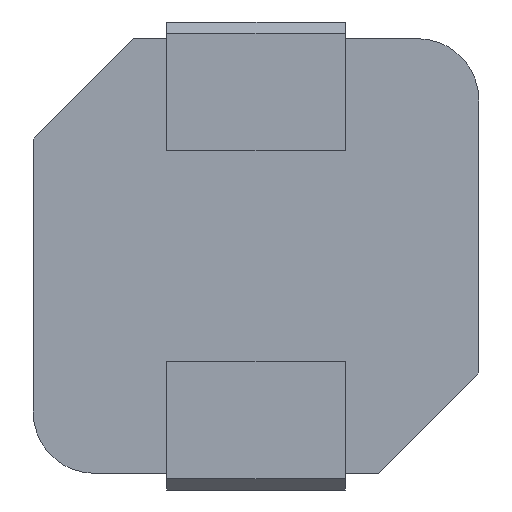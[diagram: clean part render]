
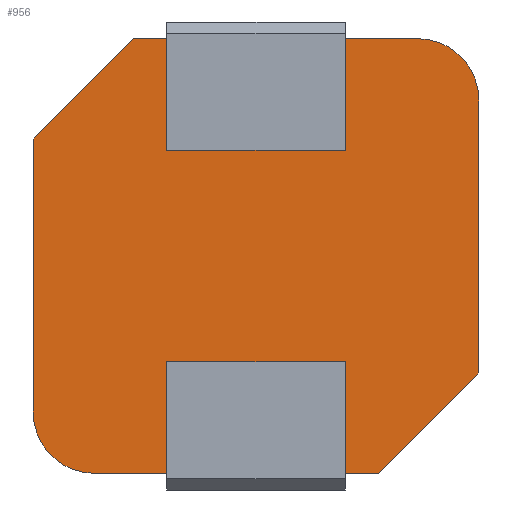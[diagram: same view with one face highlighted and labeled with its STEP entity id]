
A CAD part, front view. The second image highlights one B-rep face of the part: STEP entity #956.
In plain terms, the highlighted planar face has unit normal (0, -1, 0).
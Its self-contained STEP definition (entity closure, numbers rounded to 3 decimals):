
#24 = LINE ( 'NONE', #1009, #1571 ) ;
#27 = CARTESIAN_POINT ( 'NONE',  ( -0.8, 0., -0.95 ) ) ;
#28 = VECTOR ( 'NONE', #1421, 1000. ) ;
#35 = ORIENTED_EDGE ( 'NONE', *, *, #259, .T. ) ;
#51 = DIRECTION ( 'NONE',  ( 1., 0., 0. ) ) ;
#101 = VECTOR ( 'NONE', #290, 1000. ) ;
#121 = VERTEX_POINT ( 'NONE', #1128 ) ;
#129 = DIRECTION ( 'NONE',  ( 0.707, 0., 0.707 ) ) ;
#160 = CARTESIAN_POINT ( 'NONE',  ( -2., 0., 1.05 ) ) ;
#189 = ORIENTED_EDGE ( 'NONE', *, *, #1141, .F. ) ;
#194 = EDGE_CURVE ( 'NONE', #1567, #1173, #1616, .T. ) ;
#209 = ORIENTED_EDGE ( 'NONE', *, *, #1457, .F. ) ;
#227 = ORIENTED_EDGE ( 'NONE', *, *, #620, .T. ) ;
#259 = EDGE_CURVE ( 'NONE', #736, #1021, #884, .T. ) ;
#272 = DIRECTION ( 'NONE',  ( -1., 0., 0. ) ) ;
#290 = DIRECTION ( 'NONE',  ( 1., 0., 0. ) ) ;
#299 = DIRECTION ( 'NONE',  ( 0., -1., 0. ) ) ;
#310 = LINE ( 'NONE', #1126, #520 ) ;
#327 = DIRECTION ( 'NONE',  ( 0., 0., -1. ) ) ;
#338 = EDGE_CURVE ( 'NONE', #591, #784, #836, .T. ) ;
#345 = LINE ( 'NONE', #1161, #871 ) ;
#351 = VERTEX_POINT ( 'NONE', #1445 ) ;
#384 = AXIS2_PLACEMENT_3D ( 'NONE', #1465, #1182, #638 ) ;
#397 = VECTOR ( 'NONE', #910, 1000. ) ;
#408 = ORIENTED_EDGE ( 'NONE', *, *, #654, .F. ) ;
#413 = CARTESIAN_POINT ( 'NONE',  ( -0.8, 0., -0.95 ) ) ;
#418 = CARTESIAN_POINT ( 'NONE',  ( 1.45, 0., 1.4 ) ) ;
#425 = VECTOR ( 'NONE', #1036, 1000. ) ;
#436 = EDGE_CURVE ( 'NONE', #351, #784, #710, .T. ) ;
#475 = CARTESIAN_POINT ( 'NONE',  ( -2., 0., 1.95 ) ) ;
#482 = CARTESIAN_POINT ( 'NONE',  ( -0.8, 0., 0.95 ) ) ;
#491 = LINE ( 'NONE', #413, #1053 ) ;
#503 = ORIENTED_EDGE ( 'NONE', *, *, #966, .F. ) ;
#520 = VECTOR ( 'NONE', #129, 1000. ) ;
#531 = ORIENTED_EDGE ( 'NONE', *, *, #338, .F. ) ;
#542 = ORIENTED_EDGE ( 'NONE', *, *, #911, .T. ) ;
#562 = FACE_OUTER_BOUND ( 'NONE', #890, .T. ) ;
#575 = LINE ( 'NONE', #938, #778 ) ;
#583 = ORIENTED_EDGE ( 'NONE', *, *, #1238, .T. ) ;
#591 = VERTEX_POINT ( 'NONE', #1229 ) ;
#619 = DIRECTION ( 'NONE',  ( 0., 0., -1. ) ) ;
#620 = EDGE_CURVE ( 'NONE', #1147, #1391, #310, .T. ) ;
#638 = DIRECTION ( 'NONE',  ( 0., 0., -1. ) ) ;
#644 = CARTESIAN_POINT ( 'NONE',  ( 2., 0., -1.05 ) ) ;
#654 = EDGE_CURVE ( 'NONE', #1226, #733, #944, .T. ) ;
#664 = ORIENTED_EDGE ( 'NONE', *, *, #1338, .F. ) ;
#677 = EDGE_CURVE ( 'NONE', #733, #1253, #1363, .T. ) ;
#689 = ORIENTED_EDGE ( 'NONE', *, *, #1455, .T. ) ;
#709 = EDGE_CURVE ( 'NONE', #1253, #591, #1020, .T. ) ;
#710 = CIRCLE ( 'NONE', #1289, 0.55 ) ;
#733 = VERTEX_POINT ( 'NONE', #482 ) ;
#736 = VERTEX_POINT ( 'NONE', #867 ) ;
#752 = VECTOR ( 'NONE', #810, 1000. ) ;
#769 = VECTOR ( 'NONE', #946, 1000. ) ;
#778 = VECTOR ( 'NONE', #272, 1000. ) ;
#784 = VERTEX_POINT ( 'NONE', #1223 ) ;
#810 = DIRECTION ( 'NONE',  ( 0., 0., -1. ) ) ;
#833 = CARTESIAN_POINT ( 'NONE',  ( -0.8, 0., 1.95 ) ) ;
#836 = LINE ( 'NONE', #475, #397 ) ;
#837 = CARTESIAN_POINT ( 'NONE',  ( 2., 0., 1.95 ) ) ;
#843 = AXIS2_PLACEMENT_3D ( 'NONE', #989, #299, #1524 ) ;
#847 = ORIENTED_EDGE ( 'NONE', *, *, #987, .T. ) ;
#867 = CARTESIAN_POINT ( 'NONE',  ( -1.1, 0., 1.95 ) ) ;
#871 = VECTOR ( 'NONE', #1239, 1000. ) ;
#884 = LINE ( 'NONE', #936, #425 ) ;
#890 = EDGE_LOOP ( 'NONE', ( #189, #689, #1376, #583, #847, #542, #664, #227, #209, #1054, #531, #1156, #1424, #408, #503, #35 ) ) ;
#910 = DIRECTION ( 'NONE',  ( 1., 0., 0. ) ) ;
#911 = EDGE_CURVE ( 'NONE', #1312, #947, #1381, .T. ) ;
#917 = CARTESIAN_POINT ( 'NONE',  ( 0.8, 0., 2.1 ) ) ;
#936 = CARTESIAN_POINT ( 'NONE',  ( -1.525, 0., 1.525 ) ) ;
#938 = CARTESIAN_POINT ( 'NONE',  ( -2., 0., -1.95 ) ) ;
#944 = LINE ( 'NONE', #1118, #752 ) ;
#946 = DIRECTION ( 'NONE',  ( 0., 0., 1. ) ) ;
#947 = VERTEX_POINT ( 'NONE', #1404 ) ;
#956 = ADVANCED_FACE ( 'NONE', ( #562 ), #1055, .T. ) ;
#966 = EDGE_CURVE ( 'NONE', #736, #1226, #1542, .T. ) ;
#987 = EDGE_CURVE ( 'NONE', #1308, #1312, #491, .T. ) ;
#989 = CARTESIAN_POINT ( 'NONE',  ( -1.45, 0., -1.4 ) ) ;
#1008 = CARTESIAN_POINT ( 'NONE',  ( -1.45, 0., -1.95 ) ) ;
#1009 = CARTESIAN_POINT ( 'NONE',  ( -0.8, 0., -2.1 ) ) ;
#1020 = LINE ( 'NONE', #917, #769 ) ;
#1021 = VERTEX_POINT ( 'NONE', #160 ) ;
#1035 = DIRECTION ( 'NONE',  ( 0., 0., 1. ) ) ;
#1036 = DIRECTION ( 'NONE',  ( -0.707, 0., -0.707 ) ) ;
#1053 = VECTOR ( 'NONE', #51, 1000. ) ;
#1054 = ORIENTED_EDGE ( 'NONE', *, *, #436, .T. ) ;
#1055 = PLANE ( 'NONE',  #384 ) ;
#1082 = DIRECTION ( 'NONE',  ( 0., 0., -1. ) ) ;
#1118 = CARTESIAN_POINT ( 'NONE',  ( -0.8, 0., 2.1 ) ) ;
#1126 = CARTESIAN_POINT ( 'NONE',  ( 1.525, 0., -1.525 ) ) ;
#1128 = CARTESIAN_POINT ( 'NONE',  ( -2., 0., -1.4 ) ) ;
#1141 = EDGE_CURVE ( 'NONE', #121, #1021, #345, .T. ) ;
#1147 = VERTEX_POINT ( 'NONE', #1411 ) ;
#1154 = CARTESIAN_POINT ( 'NONE',  ( -2., 0., 1.95 ) ) ;
#1156 = ORIENTED_EDGE ( 'NONE', *, *, #709, .F. ) ;
#1161 = CARTESIAN_POINT ( 'NONE',  ( -2., 0., 1.95 ) ) ;
#1173 = VERTEX_POINT ( 'NONE', #1008 ) ;
#1182 = DIRECTION ( 'NONE',  ( 0., -1., 0. ) ) ;
#1223 = CARTESIAN_POINT ( 'NONE',  ( 1.45, 0., 1.95 ) ) ;
#1226 = VERTEX_POINT ( 'NONE', #833 ) ;
#1229 = CARTESIAN_POINT ( 'NONE',  ( 0.8, 0., 1.95 ) ) ;
#1231 = CARTESIAN_POINT ( 'NONE',  ( -2., 0., -1.95 ) ) ;
#1238 = EDGE_CURVE ( 'NONE', #1567, #1308, #24, .T. ) ;
#1239 = DIRECTION ( 'NONE',  ( 0., 0., 1. ) ) ;
#1241 = VECTOR ( 'NONE', #1082, 1000. ) ;
#1253 = VERTEX_POINT ( 'NONE', #1333 ) ;
#1273 = CARTESIAN_POINT ( 'NONE',  ( -0.8, 0., -1.95 ) ) ;
#1284 = VECTOR ( 'NONE', #1288, 1000. ) ;
#1288 = DIRECTION ( 'NONE',  ( -1., 0., 0. ) ) ;
#1289 = AXIS2_PLACEMENT_3D ( 'NONE', #418, #1329, #619 ) ;
#1308 = VERTEX_POINT ( 'NONE', #27 ) ;
#1312 = VERTEX_POINT ( 'NONE', #1476 ) ;
#1329 = DIRECTION ( 'NONE',  ( 0., -1., 0. ) ) ;
#1333 = CARTESIAN_POINT ( 'NONE',  ( 0.8, 0., 0.95 ) ) ;
#1338 = EDGE_CURVE ( 'NONE', #1147, #947, #575, .T. ) ;
#1363 = LINE ( 'NONE', #1506, #28 ) ;
#1375 = CARTESIAN_POINT ( 'NONE',  ( 0.8, 0., -2.1 ) ) ;
#1376 = ORIENTED_EDGE ( 'NONE', *, *, #194, .F. ) ;
#1381 = LINE ( 'NONE', #1375, #1241 ) ;
#1391 = VERTEX_POINT ( 'NONE', #644 ) ;
#1404 = CARTESIAN_POINT ( 'NONE',  ( 0.8, 0., -1.95 ) ) ;
#1411 = CARTESIAN_POINT ( 'NONE',  ( 1.1, 0., -1.95 ) ) ;
#1421 = DIRECTION ( 'NONE',  ( 1., 0., 0. ) ) ;
#1424 = ORIENTED_EDGE ( 'NONE', *, *, #677, .F. ) ;
#1445 = CARTESIAN_POINT ( 'NONE',  ( 2., 0., 1.4 ) ) ;
#1450 = LINE ( 'NONE', #837, #1557 ) ;
#1455 = EDGE_CURVE ( 'NONE', #121, #1173, #1477, .T. ) ;
#1457 = EDGE_CURVE ( 'NONE', #351, #1391, #1450, .T. ) ;
#1465 = CARTESIAN_POINT ( 'NONE',  ( 0., 0., 0. ) ) ;
#1476 = CARTESIAN_POINT ( 'NONE',  ( 0.8, 0., -0.95 ) ) ;
#1477 = CIRCLE ( 'NONE', #843, 0.55 ) ;
#1506 = CARTESIAN_POINT ( 'NONE',  ( -0.8, 0., 0.95 ) ) ;
#1524 = DIRECTION ( 'NONE',  ( 0., 0., -1. ) ) ;
#1542 = LINE ( 'NONE', #1154, #101 ) ;
#1557 = VECTOR ( 'NONE', #327, 1000. ) ;
#1567 = VERTEX_POINT ( 'NONE', #1273 ) ;
#1571 = VECTOR ( 'NONE', #1035, 1000. ) ;
#1616 = LINE ( 'NONE', #1231, #1284 ) ;
